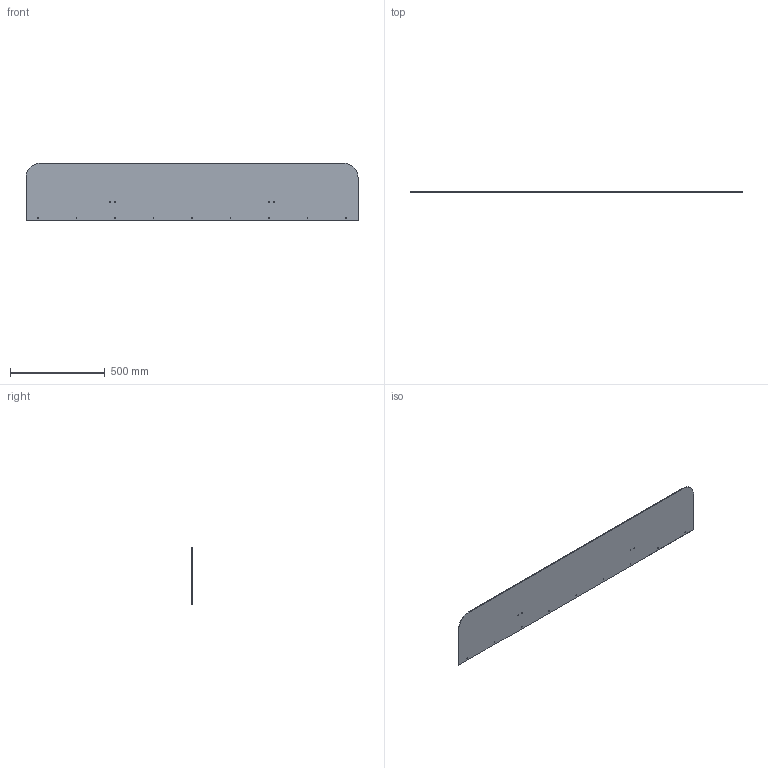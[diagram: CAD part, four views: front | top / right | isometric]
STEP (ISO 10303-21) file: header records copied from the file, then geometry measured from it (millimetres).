
FILE_DESCRIPTION (( 'STEP AP214' ), '1' );
FILE_NAME ('am-2808_24a Shelf.STEP', '2018-11-19T19:19:27', ( '' ), ( '' ), 'SwSTEP 2.0', 'SolidWorks 2018', '' );
FILE_SCHEMA (( 'AUTOMOTIVE_DESIGN' ));
Length unit declared in the file: inch
Products named in the file (1): am-2808_24a Shelf
Bounding box: 1752.6 x 3.17 x 304.8 mm (x, y, z)
Volume: 1687385.5 mm3; surface area: 1076405.2 mm2
Topology: 1 solids, 1 shells, 23 faces, 63 edges, 42 vertices
Faces by surface type: cylinder 17, plane 6
Full cylindrical faces by diameter (mm): 4.851 x13
Entity records: 778 total; most frequent: DIRECTION 132, CARTESIAN_POINT 116, ORIENTED_EDGE 100, EDGE_LOOP 62, AXIS2_PLACEMENT_3D 58, EDGE_CURVE 50, VERTEX_POINT 42, FACE_OUTER_BOUND 36
